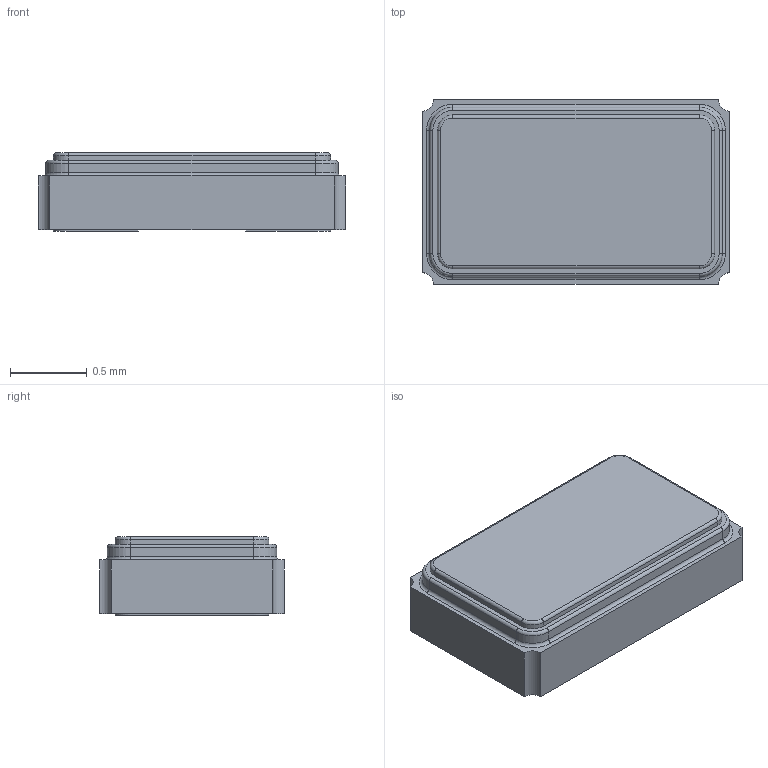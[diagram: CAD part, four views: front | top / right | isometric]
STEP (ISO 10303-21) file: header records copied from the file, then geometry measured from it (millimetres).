
FILE_DESCRIPTION (( 'STEP AP214' ), '1' );
FILE_NAME ('CRYSTAL-SMD_L2.0-W1.2.STEP', '2021-12-15T03:34:43', ( 'PC' ), ( 'Microsoft' ), 'SwSTEP 2.0', 'SolidWorks 2020', '' );
FILE_SCHEMA (( 'AUTOMOTIVE_DESIGN' ));
Length unit declared in the file: millimetre
Products named in the file (1): CRYSTAL-SMD_L2.0-W1.2
Bounding box: 2 x 1.2 x 0.51 mm (x, y, z)
Volume: 1.1 mm3; surface area: 7.7 mm2
Topology: 1 solids, 1 shells, 126 faces, 315 edges, 202 vertices
Faces by surface type: plane 72, cylinder 28, bspline 14, torus 12
Entity records: 5835 total; most frequent: CARTESIAN_POINT 1442, ORIENTED_EDGE 630, DIRECTION 581, EDGE_CURVE 315, VECTOR 219, LINE 219, VERTEX_POINT 202, AXIS2_PLACEMENT_3D 181
